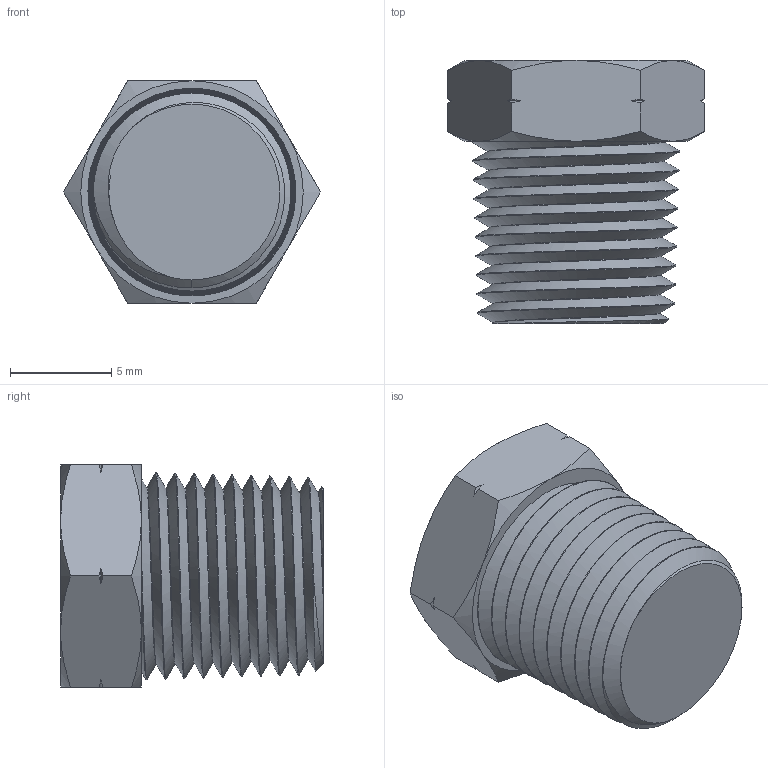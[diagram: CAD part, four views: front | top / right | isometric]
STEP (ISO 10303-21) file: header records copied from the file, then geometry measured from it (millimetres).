
FILE_DESCRIPTION (( 'STEP AP214' ), '1' );
FILE_NAME ('PGSN1-8.STEP', '2018-06-29T15:34:05', ( '' ), ( '' ), 'SwSTEP 2.0', 'SolidWorks 2016', '' );
FILE_SCHEMA (( 'AUTOMOTIVE_DESIGN' ));
Length unit declared in the file: millimetre
Products named in the file (1): PGSN1-8
Bounding box: 12.7 x 13 x 11 mm (x, y, z)
Volume: 1022.1 mm3; surface area: 840.4 mm2
Topology: 1 solids, 1 shells, 58 faces, 153 edges, 98 vertices
Faces by surface type: cone 46, plane 9, bspline 3
Entity records: 7716 total; most frequent: CARTESIAN_POINT 5795, ORIENTED_EDGE 306, DIRECTION 190, EDGE_CURVE 153, VERTEX_POINT 98, B_SPLINE_CURVE_WITH_KNOTS 98, AXIS2_PLACEMENT_3D 79, UNCERTAINTY_MEASURE_WITH_UNIT 61
